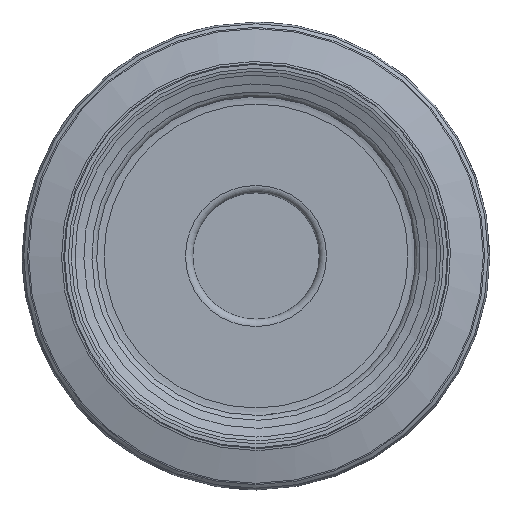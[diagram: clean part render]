
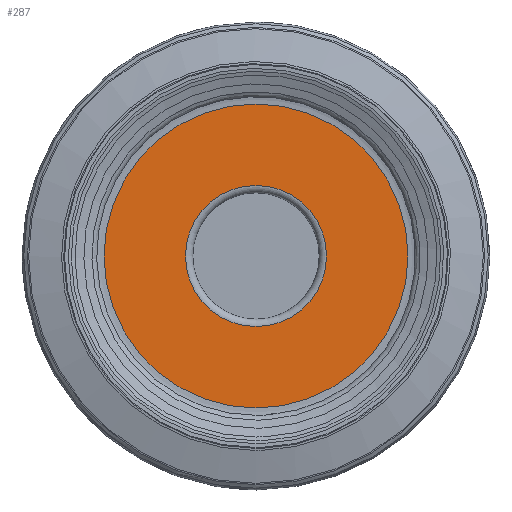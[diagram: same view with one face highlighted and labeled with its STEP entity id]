
A CAD part, left-side view. The second image highlights one B-rep face of the part: STEP entity #287.
In plain terms, the highlighted planar face has unit normal (-1, 0, 0).
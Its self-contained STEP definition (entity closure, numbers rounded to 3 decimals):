
#187=FACE_BOUND('',#350,.T.);
#188=FACE_BOUND('',#351,.T.);
#287=ADVANCED_FACE('',(#187,#188),#336,.F.);
#336=PLANE('',#718);
#350=EDGE_LOOP('',(#454));
#351=EDGE_LOOP('',(#455));
#454=ORIENTED_EDGE('',*,*,#606,.T.);
#455=ORIENTED_EDGE('',*,*,#605,.T.);
#553=VERTEX_POINT('',#1021);
#554=VERTEX_POINT('',#1024);
#605=EDGE_CURVE('',#553,#553,#657,.T.);
#606=EDGE_CURVE('',#554,#554,#658,.T.);
#657=CIRCLE('',#715,9.5);
#658=CIRCLE('',#717,20.474);
#715=AXIS2_PLACEMENT_3D('',#1020,#811,#812);
#717=AXIS2_PLACEMENT_3D('',#1023,#815,#816);
#718=AXIS2_PLACEMENT_3D('',#1025,#817,#818);
#811=DIRECTION('',(1.,0.,0.));
#812=DIRECTION('',(0.,0.,-1.));
#815=DIRECTION('',(-1.,0.,0.));
#816=DIRECTION('',(0.,0.,-1.));
#817=DIRECTION('',(1.,0.,0.));
#818=DIRECTION('',(0.,0.,-1.));
#1020=CARTESIAN_POINT('',(2.2,0.,0.));
#1021=CARTESIAN_POINT('',(2.2,0.,-9.5));
#1023=CARTESIAN_POINT('',(2.2,0.,0.));
#1024=CARTESIAN_POINT('',(2.2,0.,-20.474));
#1025=CARTESIAN_POINT('',(2.2,9.5,0.));
